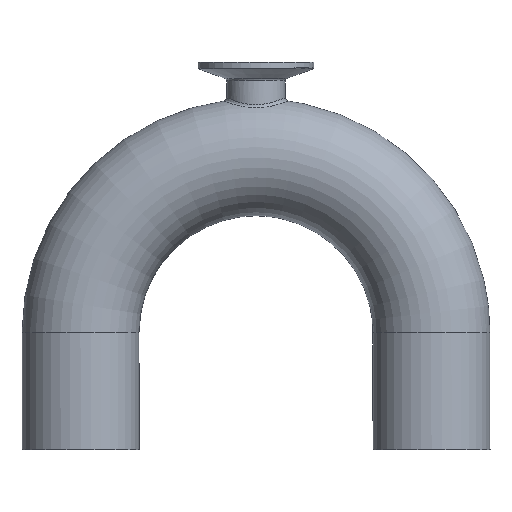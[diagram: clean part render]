
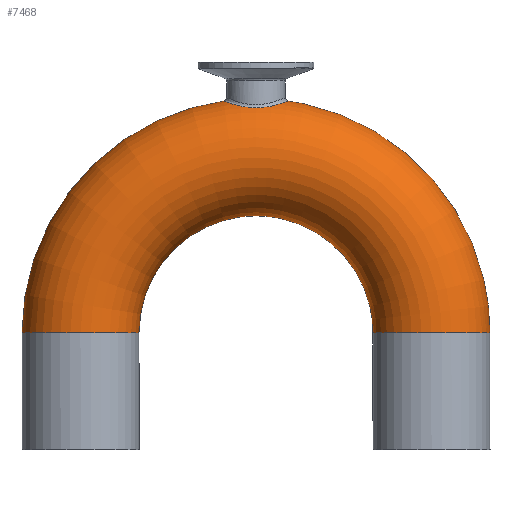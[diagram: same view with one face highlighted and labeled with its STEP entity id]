
A CAD part, front view. The second image highlights one B-rep face of the part: STEP entity #7468.
In plain terms, the highlighted toroidal (fillet/blend) face has major radius 76.2 mm and minor radius 25.4 mm.
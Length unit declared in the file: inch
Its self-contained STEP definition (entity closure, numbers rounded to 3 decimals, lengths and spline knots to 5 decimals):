
#17=TOROIDAL_SURFACE('',#7947,3.,1.);
#139=FACE_BOUND('',#1380,.T.);
#140=FACE_BOUND('',#1381,.T.);
#921=FACE_OUTER_BOUND('',#1379,.T.);
#1379=EDGE_LOOP('',(#6916));
#1380=EDGE_LOOP('',(#6917));
#1381=EDGE_LOOP('',(#6918));
#1787=B_SPLINE_CURVE_WITH_KNOTS('',3,(#16382,#16383,#16384,#16385,#16386,
#16387,#16388,#16389,#16390,#16391,#16392,#16393,#16394,#16395,#16396,#16397,
#16398,#16399,#16400,#16401,#16402,#16403,#16404,#16405,#16406,#16407,#16408,
#16409,#16410,#16411,#16412,#16413,#16414,#16415,#16416,#16417,#16418,#16419,
#16420,#16421,#16422,#16423,#16424,#16425,#16426,#16427),.UNSPECIFIED.,
 .T.,.F.,(4,3,3,3,3,3,3,3,3,3,3,3,3,3,3,4),(-6.06829,-5.96232,
-5.46021,-4.85213,-4.28524,-3.7631,
-3.20306,-2.47671,-1.98713,-1.50001,
-0.8474,-0.26257,0.26686,0.81689,
1.52571,2.02302),.UNSPECIFIED.);
#1949=CIRCLE('',#7932,1.);
#1952=CIRCLE('',#7941,1.);
#3644=VERTEX_POINT('',#16172);
#3647=VERTEX_POINT('',#16184);
#3651=VERTEX_POINT('',#16354);
#4741=EDGE_CURVE('',#3644,#3644,#1949,.T.);
#4744=EDGE_CURVE('',#3647,#3647,#1952,.T.);
#4750=EDGE_CURVE('',#3651,#3651,#1787,.T.);
#6916=ORIENTED_EDGE('',*,*,#4741,.T.);
#6917=ORIENTED_EDGE('',*,*,#4744,.T.);
#6918=ORIENTED_EDGE('',*,*,#4750,.F.);
#7468=ADVANCED_FACE('',(#921,#139,#140),#17,.T.);
#7932=AXIS2_PLACEMENT_3D('',#16173,#9345,#9346);
#7941=AXIS2_PLACEMENT_3D('',#16185,#9363,#9364);
#7947=AXIS2_PLACEMENT_3D('',#16428,#9375,#9376);
#9345=DIRECTION('center_axis',(0.,0.,
1.));
#9346=DIRECTION('ref_axis',(-1.,0.,0.));
#9363=DIRECTION('center_axis',(0.,0.,
1.));
#9364=DIRECTION('ref_axis',(1.,0.,0.));
#9375=DIRECTION('center_axis',(0.,1.,0.));
#9376=DIRECTION('ref_axis',(-0.707,0.,0.707));
#16172=CARTESIAN_POINT('',(5.11466,1.,2.56844));
#16173=CARTESIAN_POINT('Origin',(5.11466,0.,
2.56844));
#16184=CARTESIAN_POINT('',(-0.88534,-1.,2.56769));
#16185=CARTESIAN_POINT('Origin',(-0.88534,0.,
2.56769));
#16354=CARTESIAN_POINT('',(2.11418,0.52941,6.41643));
#16382=CARTESIAN_POINT('Ctrl Pts',(2.11418,0.52941,6.41643));
#16383=CARTESIAN_POINT('Ctrl Pts',(2.09878,0.52941,6.41643));
#16384=CARTESIAN_POINT('Ctrl Pts',(2.08339,0.5288,6.41672));
#16385=CARTESIAN_POINT('Ctrl Pts',(2.06805,0.52758,6.41729));
#16386=CARTESIAN_POINT('Ctrl Pts',(1.99541,0.5218,6.42));
#16387=CARTESIAN_POINT('Ctrl Pts',(1.9245,0.50219,6.42938));
#16388=CARTESIAN_POINT('Ctrl Pts',(1.86078,0.47093,6.44193));
#16389=CARTESIAN_POINT('Ctrl Pts',(1.78361,0.43307,6.45713));
#16390=CARTESIAN_POINT('Ctrl Pts',(1.71674,0.37821,6.47655));
#16391=CARTESIAN_POINT('Ctrl Pts',(1.66596,0.31135,6.4928));
#16392=CARTESIAN_POINT('Ctrl Pts',(1.61862,0.24901,6.50794));
#16393=CARTESIAN_POINT('Ctrl Pts',(1.58536,0.17605,6.52022));
#16394=CARTESIAN_POINT('Ctrl Pts',(1.57007,0.09905,
6.52586));
#16395=CARTESIAN_POINT('Ctrl Pts',(1.55598,0.02812,
6.53104));
#16396=CARTESIAN_POINT('Ctrl Pts',(1.55728,-0.04597,
6.53054));
#16397=CARTESIAN_POINT('Ctrl Pts',(1.57381,-0.11634,
6.52448));
#16398=CARTESIAN_POINT('Ctrl Pts',(1.59155,-0.19181,
6.51798));
#16399=CARTESIAN_POINT('Ctrl Pts',(1.6266,-0.26274,
6.50517));
#16400=CARTESIAN_POINT('Ctrl Pts',(1.67508,-0.32301,
6.4899));
#16401=CARTESIAN_POINT('Ctrl Pts',(1.73796,-0.40118,
6.4701));
#16402=CARTESIAN_POINT('Ctrl Pts',(1.82349,-0.46174,
6.44627));
#16403=CARTESIAN_POINT('Ctrl Pts',(1.92125,-0.49636,
6.43134));
#16404=CARTESIAN_POINT('Ctrl Pts',(1.98714,-0.5197,
6.42128));
#16405=CARTESIAN_POINT('Ctrl Pts',(2.05855,-0.5311,
6.41563));
#16406=CARTESIAN_POINT('Ctrl Pts',(2.12966,-0.52921,
6.41653));
#16407=CARTESIAN_POINT('Ctrl Pts',(2.2004,-0.52732,6.41743));
#16408=CARTESIAN_POINT('Ctrl Pts',(2.27047,-0.51232,6.42477));
#16409=CARTESIAN_POINT('Ctrl Pts',(2.33446,-0.48587,
6.43585));
#16410=CARTESIAN_POINT('Ctrl Pts',(2.42019,-0.45044,
6.45071));
#16411=CARTESIAN_POINT('Ctrl Pts',(2.49513,-0.39469,
6.47174));
#16412=CARTESIAN_POINT('Ctrl Pts',(2.55191,-0.32468,
6.48959));
#16413=CARTESIAN_POINT('Ctrl Pts',(2.60279,-0.26194,
6.50559));
#16414=CARTESIAN_POINT('Ctrl Pts',(2.63906,-0.18749,
6.51893));
#16415=CARTESIAN_POINT('Ctrl Pts',(2.65632,-0.10839,
6.52528));
#16416=CARTESIAN_POINT('Ctrl Pts',(2.67194,-0.03678,
6.53102));
#16417=CARTESIAN_POINT('Ctrl Pts',(2.67181,0.03843,
6.53097));
#16418=CARTESIAN_POINT('Ctrl Pts',(2.65596,0.10999,6.52515));
#16419=CARTESIAN_POINT('Ctrl Pts',(2.6395,0.18433,6.5191));
#16420=CARTESIAN_POINT('Ctrl Pts',(2.60625,0.25453,6.50689));
#16421=CARTESIAN_POINT('Ctrl Pts',(2.55984,0.31465,6.4921));
#16422=CARTESIAN_POINT('Ctrl Pts',(2.50005,0.39213,6.47304));
#16423=CARTESIAN_POINT('Ctrl Pts',(2.41841,0.45315,6.44974));
#16424=CARTESIAN_POINT('Ctrl Pts',(2.32442,0.48991,6.43415));
#16425=CARTESIAN_POINT('Ctrl Pts',(2.25849,0.5157,6.42322));
#16426=CARTESIAN_POINT('Ctrl Pts',(2.18643,0.52941,6.41644));
#16427=CARTESIAN_POINT('Ctrl Pts',(2.11418,0.52941,6.41643));
#16428=CARTESIAN_POINT('Origin',(2.11466,0.,
2.56807));
